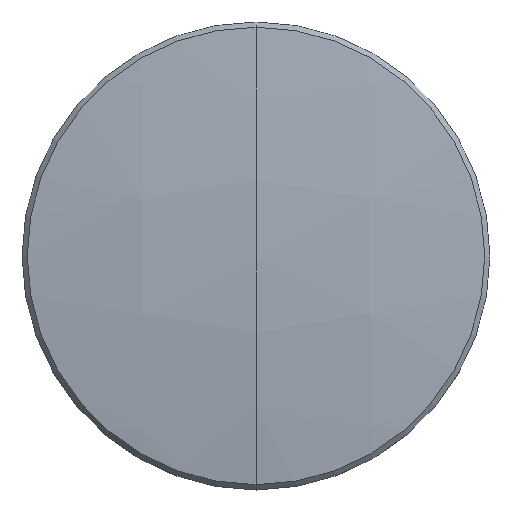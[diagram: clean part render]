
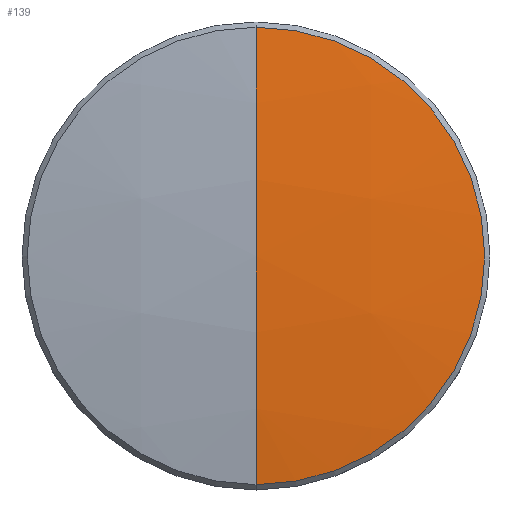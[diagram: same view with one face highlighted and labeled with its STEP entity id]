
A CAD part, top view. The second image highlights one B-rep face of the part: STEP entity #139.
In plain terms, the highlighted spherical face has radius 48.506 mm.
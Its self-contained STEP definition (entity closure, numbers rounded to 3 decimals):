
#7 = CARTESIAN_POINT ( 'NONE',  ( 0., 0., 1.21 ) ) ;
#19 = EDGE_CURVE ( 'NONE', #30, #38, #280, .T. ) ;
#30 = VERTEX_POINT ( 'NONE', #7 ) ;
#38 = VERTEX_POINT ( 'NONE', #264 ) ;
#54 = DIRECTION ( 'NONE',  ( 0., 0., 1. ) ) ;
#62 = CIRCLE ( 'NONE', #266, 6.209 ) ;
#64 = ORIENTED_EDGE ( 'NONE', *, *, #175, .T. ) ;
#106 = CARTESIAN_POINT ( 'NONE',  ( 0., 0., -47.296 ) ) ;
#114 = DIRECTION ( 'NONE',  ( 1., 0., 0. ) ) ;
#120 = AXIS2_PLACEMENT_3D ( 'NONE', #106, #114, #124 ) ;
#124 = DIRECTION ( 'NONE',  ( 0., 1., 0. ) ) ;
#134 = EDGE_CURVE ( 'NONE', #38, #219, #62, .T. ) ;
#139 = ADVANCED_FACE ( 'NONE', ( #293 ), #225, .T. ) ;
#157 = DIRECTION ( 'NONE',  ( -1., 0., 0. ) ) ;
#160 = DIRECTION ( 'NONE',  ( 0., 1., 0. ) ) ;
#170 = EDGE_LOOP ( 'NONE', ( #245, #64, #204 ) ) ;
#175 = EDGE_CURVE ( 'NONE', #30, #219, #285, .T. ) ;
#199 = CARTESIAN_POINT ( 'NONE',  ( 0., -6.209, 0.811 ) ) ;
#204 = ORIENTED_EDGE ( 'NONE', *, *, #134, .F. ) ;
#210 = AXIS2_PLACEMENT_3D ( 'NONE', #292, #157, #54 ) ;
#219 = VERTEX_POINT ( 'NONE', #199 ) ;
#225 = SPHERICAL_SURFACE ( 'NONE', #263, 48.506 ) ;
#245 = ORIENTED_EDGE ( 'NONE', *, *, #19, .F. ) ;
#263 = AXIS2_PLACEMENT_3D ( 'NONE', #291, #296, #160 ) ;
#264 = CARTESIAN_POINT ( 'NONE',  ( 0., 6.209, 0.811 ) ) ;
#266 = AXIS2_PLACEMENT_3D ( 'NONE', #270, #282, #283 ) ;
#270 = CARTESIAN_POINT ( 'NONE',  ( 0., 0., 0.811 ) ) ;
#280 = CIRCLE ( 'NONE', #210, 48.506 ) ;
#282 = DIRECTION ( 'NONE',  ( 0., 0., -1. ) ) ;
#283 = DIRECTION ( 'NONE',  ( 0., 1., 0. ) ) ;
#285 = CIRCLE ( 'NONE', #120, 48.506 ) ;
#291 = CARTESIAN_POINT ( 'NONE',  ( 0., 0., -47.296 ) ) ;
#292 = CARTESIAN_POINT ( 'NONE',  ( 0., 0., -47.296 ) ) ;
#293 = FACE_OUTER_BOUND ( 'NONE', #170, .T. ) ;
#296 = DIRECTION ( 'NONE',  ( 1., 0., 0. ) ) ;
